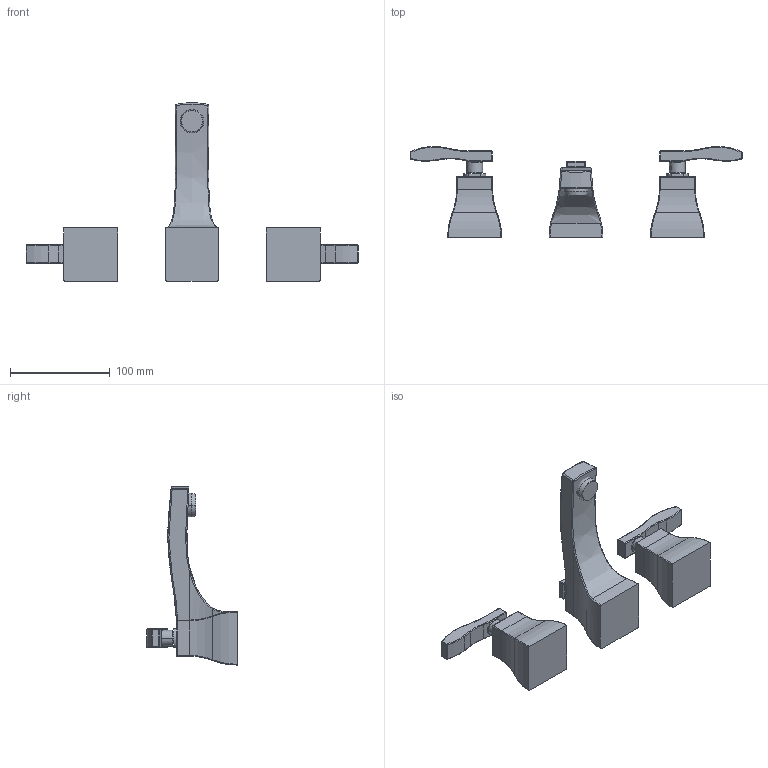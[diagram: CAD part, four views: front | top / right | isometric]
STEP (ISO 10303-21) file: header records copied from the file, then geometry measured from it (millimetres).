
FILE_DESCRIPTION((''),'2;1');
FILE_NAME('1040_WEB','2010-08-23T',('ramkumar'),(''),'PRO/ENGINEER BY PARAMETRIC TECHNOLOGY CORPORATION, 2009300','PRO/ENGINEER BY PARAMETRIC TECHNOLOGY CORPORATION, 2009300','');
FILE_SCHEMA(('CONFIG_CONTROL_DESIGN'));
Length unit declared in the file: inch
Products named in the file (1): 1040_WEB
Bounding box: 332.74 x 91.04 x 178.52 mm (x, y, z)
Surface area: 72164 mm2 (no closed solid volume)
Topology: 0 solids, 11 shells, 270 faces, 580 edges, 324 vertices
Faces by surface type: cylinder 106, bspline 57, plane 45, sphere 32, torus 28, extrusion 2
Entity records: 9468 total; most frequent: CARTESIAN_POINT 3929, DIRECTION 1161, ORIENTED_EDGE 1134, EDGE_CURVE 580, AXIS2_PLACEMENT_3D 483, VERTEX_POINT 324, CIRCLE 272, EDGE_LOOP 270
